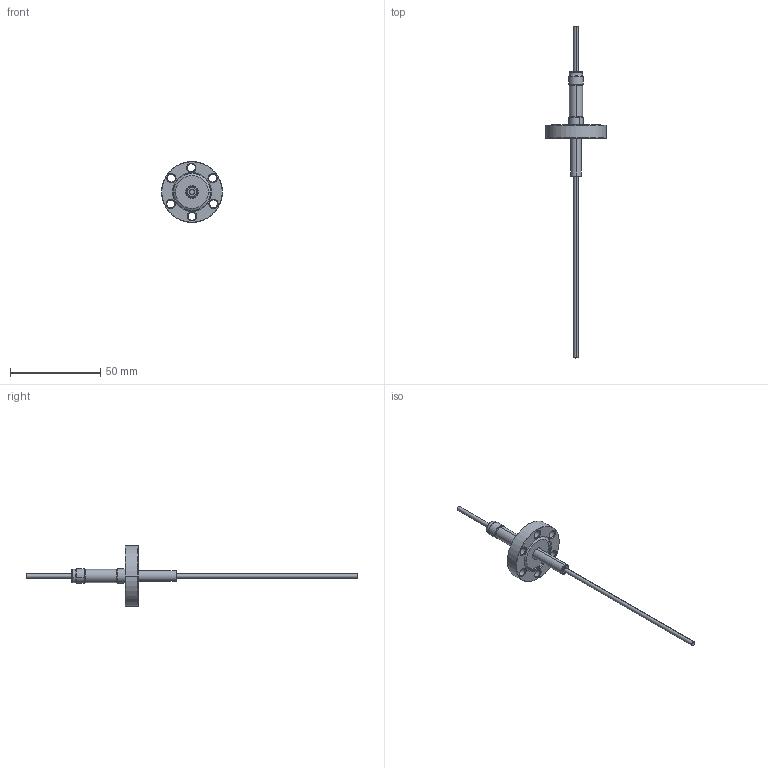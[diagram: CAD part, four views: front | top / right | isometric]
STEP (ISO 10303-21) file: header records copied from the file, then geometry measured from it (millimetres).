
FILE_DESCRIPTION (( 'STEP AP203' ), '1' );
FILE_NAME ('A0043-5-CF.STEP', '2013-06-10T12:17:27', ( '' ), ( '' ), 'SwSTEP 2.0', 'SolidWorks 2012', '' );
FILE_SCHEMA (( 'CONFIG_CONTROL_DESIGN' ));
Length unit declared in the file: inch
Products named in the file (1): A0043-5-CF
Bounding box: 33.78 x 184.15 x 33.78 mm (x, y, z)
Volume: 7904.2 mm3; surface area: 6378 mm2
Topology: 1 solids, 1 shells, 112 faces, 240 edges, 140 vertices
Faces by surface type: cylinder 50, cone 44, plane 12, torus 6
Entity records: 3133 total; most frequent: DIRECTION 612, CARTESIAN_POINT 493, ORIENTED_EDGE 480, AXIS2_PLACEMENT_3D 259, EDGE_CURVE 240, CIRCLE 146, VERTEX_POINT 140, EDGE_LOOP 134
